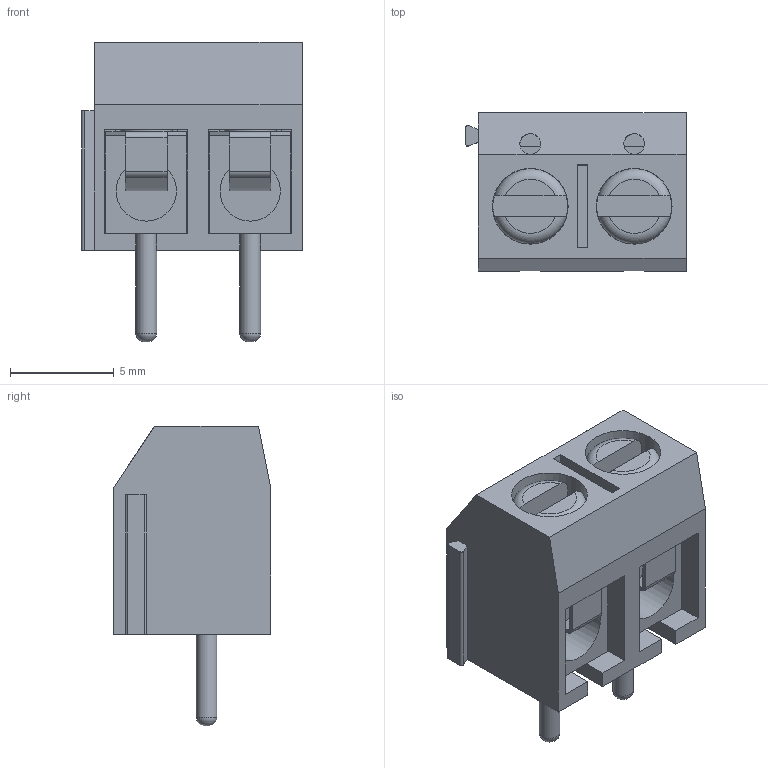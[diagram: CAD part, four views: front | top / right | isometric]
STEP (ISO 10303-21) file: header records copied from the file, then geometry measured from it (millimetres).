
FILE_DESCRIPTION(('STEP AP214'), '1');
FILE_NAME('DG301-5.0-02', '', ('UNSPECIFIED'), ('UNSPECIFIED'), 'ASCON STEP Converter 1.3', 'ASCON Math Kernel', '');
FILE_SCHEMA(('AUTOMOTIVE_DESIGN { 1 0 10303 214 3 1 1}'));
Length unit declared in the file: millimetre
Assembly tree (7 placements, depth 2):
  (unnamed)
    (unnamed)
    (unnamed)  x2
    (unnamed)  x2
    (unnamed)  x2
Bounding box: 10.6 x 7.6 x 14.4 mm (x, y, z)
Volume: 508.8 mm3; surface area: 1435.1 mm2
Topology: 7 solids, 7 shells, 189 faces, 454 edges, 282 vertices
Faces by surface type: plane 139, cylinder 38, torus 8, cone 4
Full cylindrical faces by diameter (mm): 1 x4, 1.8 x2, 2 x2, 2.5 x2, 2.6 x2, 2.9 x2, 3 x2, 3.6 x2, 3.64 x2
Entity records: 4983 total; most frequent: CARTESIAN_POINT 750, DIRECTION 598, ORIENTED_EDGE 580, EDGE_CURVE 290, LINE 226, VECTOR 226, VERTEX_POINT 194, AXIS2_PLACEMENT_3D 186
